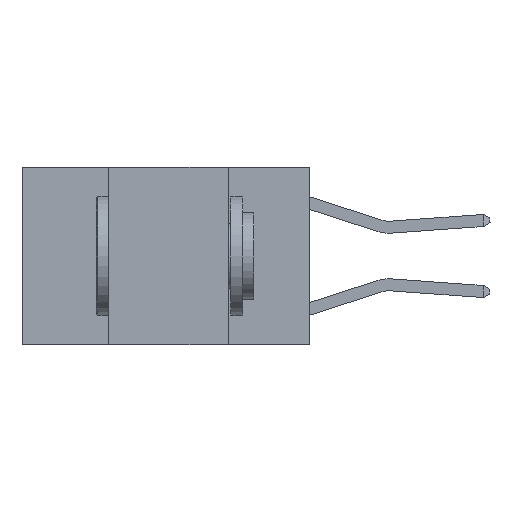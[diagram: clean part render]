
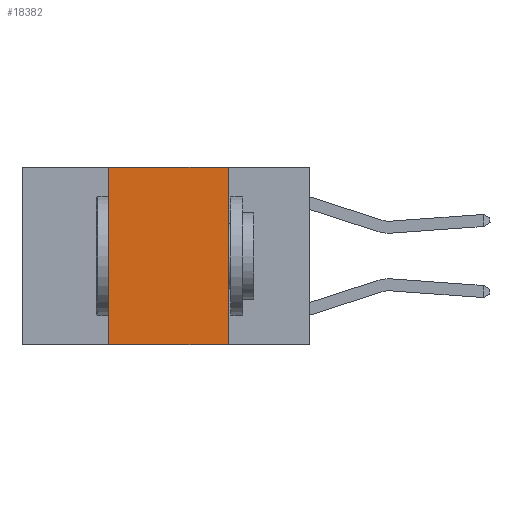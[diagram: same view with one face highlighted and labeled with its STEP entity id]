
A CAD part, left-side view. The second image highlights one B-rep face of the part: STEP entity #18382.
In plain terms, the highlighted planar face has unit normal (-1, 0, 0).
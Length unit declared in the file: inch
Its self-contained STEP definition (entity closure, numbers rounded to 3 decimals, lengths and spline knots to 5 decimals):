
#26 = EDGE_LOOP ( 'NONE', ( #17191, #2888, #13105, #5075 ) ) ;
#79 = AXIS2_PLACEMENT_3D ( 'NONE', #16536, #17930, #9494 ) ;
#1382 = VECTOR ( 'NONE', #15891, 39.37008 ) ;
#1624 = VECTOR ( 'NONE', #6757, 39.37008 ) ;
#2547 = VECTOR ( 'NONE', #3918, 39.37008 ) ;
#2623 = LINE ( 'NONE', #17429, #13096 ) ;
#2888 = ORIENTED_EDGE ( 'NONE', *, *, #4668, .F. ) ;
#3918 = DIRECTION ( 'NONE',  ( 0., -1., 0. ) ) ;
#4668 = EDGE_CURVE ( 'NONE', #17730, #13184, #18054, .T. ) ;
#4782 = FACE_OUTER_BOUND ( 'NONE', #26, .T. ) ;
#4957 = EDGE_CURVE ( 'NONE', #13184, #5708, #9008, .T. ) ;
#5075 = ORIENTED_EDGE ( 'NONE', *, *, #10896, .T. ) ;
#5381 = CARTESIAN_POINT ( 'NONE',  ( 0., 0.6, 0. ) ) ;
#5445 = CARTESIAN_POINT ( 'NONE',  ( 0., 0.42, 0. ) ) ;
#5493 = LINE ( 'NONE', #9575, #1624 ) ;
#5708 = VERTEX_POINT ( 'NONE', #16232 ) ;
#6029 = CARTESIAN_POINT ( 'NONE',  ( 0., 0.42, -0.37 ) ) ;
#6679 = PLANE ( 'NONE',  #79 ) ;
#6757 = DIRECTION ( 'NONE',  ( 0., 0., 1. ) ) ;
#9008 = LINE ( 'NONE', #11620, #1382 ) ;
#9494 = DIRECTION ( 'NONE',  ( 0., 0., -1. ) ) ;
#9575 = CARTESIAN_POINT ( 'NONE',  ( 0., 0.42, 0. ) ) ;
#10896 = EDGE_CURVE ( 'NONE', #13471, #5708, #2623, .T. ) ;
#11620 = CARTESIAN_POINT ( 'NONE',  ( 0., 0.17, 0. ) ) ;
#11908 = DIRECTION ( 'NONE',  ( 0., -1., 0. ) ) ;
#13096 = VECTOR ( 'NONE', #11908, 39.37008 ) ;
#13105 = ORIENTED_EDGE ( 'NONE', *, *, #17703, .F. ) ;
#13184 = VERTEX_POINT ( 'NONE', #15220 ) ;
#13471 = VERTEX_POINT ( 'NONE', #6029 ) ;
#15220 = CARTESIAN_POINT ( 'NONE',  ( 0., 0.17, 0. ) ) ;
#15891 = DIRECTION ( 'NONE',  ( 0., 0., -1. ) ) ;
#16232 = CARTESIAN_POINT ( 'NONE',  ( 0., 0.17, -0.37 ) ) ;
#16536 = CARTESIAN_POINT ( 'NONE',  ( 0., 0.6, 0. ) ) ;
#17191 = ORIENTED_EDGE ( 'NONE', *, *, #4957, .F. ) ;
#17429 = CARTESIAN_POINT ( 'NONE',  ( 0., 0.6, -0.37 ) ) ;
#17703 = EDGE_CURVE ( 'NONE', #13471, #17730, #5493, .T. ) ;
#17730 = VERTEX_POINT ( 'NONE', #5445 ) ;
#17930 = DIRECTION ( 'NONE',  ( 1., 0., 0. ) ) ;
#18054 = LINE ( 'NONE', #5381, #2547 ) ;
#18382 = ADVANCED_FACE ( 'NONE', ( #4782 ), #6679, .F. ) ;
